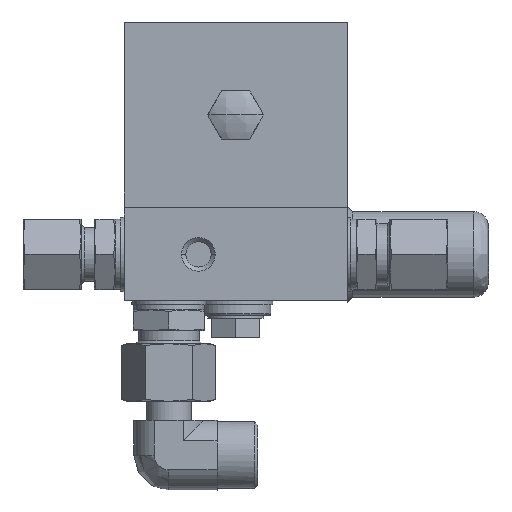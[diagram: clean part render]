
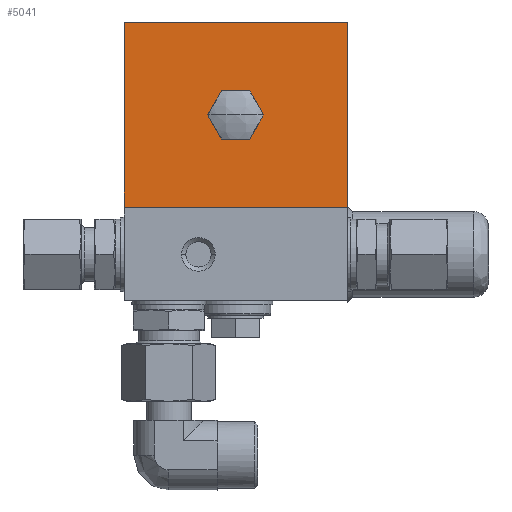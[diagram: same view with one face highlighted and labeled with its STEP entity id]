
A CAD part, front view. The second image highlights one B-rep face of the part: STEP entity #5041.
In plain terms, the highlighted planar face has unit normal (0, -1, 0).
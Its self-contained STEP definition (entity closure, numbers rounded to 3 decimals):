
#230 = EDGE_CURVE ( 'NONE', #5437, #2393, #2563, .T. ) ;
#539 = EDGE_CURVE ( 'NONE', #4748, #5437, #664, .T. ) ;
#664 = LINE ( 'NONE', #9421, #1426 ) ;
#691 = PLANE ( 'NONE',  #9423 ) ;
#949 = VECTOR ( 'NONE', #1503, 1000. ) ;
#1002 = LINE ( 'NONE', #6811, #949 ) ;
#1426 = VECTOR ( 'NONE', #9435, 1000. ) ;
#1503 = DIRECTION ( 'NONE',  ( 0., 0., 1. ) ) ;
#2043 = VERTEX_POINT ( 'NONE', #5642 ) ;
#2393 = VERTEX_POINT ( 'NONE', #7202 ) ;
#2563 = LINE ( 'NONE', #3142, #4123 ) ;
#3142 = CARTESIAN_POINT ( 'NONE',  ( -30., -32.74, 0.25 ) ) ;
#3290 = CIRCLE ( 'NONE', #4989, 5.8 ) ;
#3390 = CARTESIAN_POINT ( 'NONE',  ( 0., -32.74, 25. ) ) ;
#3519 = EDGE_CURVE ( 'NONE', #2043, #6394, #8012, .T. ) ;
#3604 = CARTESIAN_POINT ( 'NONE',  ( 0., -32.74, 19.2 ) ) ;
#4123 = VECTOR ( 'NONE', #7475, 1000. ) ;
#4159 = DIRECTION ( 'NONE',  ( 0., -1., 0. ) ) ;
#4250 = DIRECTION ( 'NONE',  ( 0., 0., -1. ) ) ;
#4748 = VERTEX_POINT ( 'NONE', #9962 ) ;
#4870 = EDGE_CURVE ( 'NONE', #8387, #4748, #10412, .T. ) ;
#4989 = AXIS2_PLACEMENT_3D ( 'NONE', #9543, #4159, #10459 ) ;
#5003 = AXIS2_PLACEMENT_3D ( 'NONE', #3390, #9662, #4250 ) ;
#5041 = ADVANCED_FACE ( 'NONE', ( #9831, #9871 ), #691, .F. ) ;
#5437 = VERTEX_POINT ( 'NONE', #6045 ) ;
#5642 = CARTESIAN_POINT ( 'NONE',  ( 0., -32.74, 30.8 ) ) ;
#6045 = CARTESIAN_POINT ( 'NONE',  ( -30., -32.74, 0.25 ) ) ;
#6394 = VERTEX_POINT ( 'NONE', #3604 ) ;
#6811 = CARTESIAN_POINT ( 'NONE',  ( 30., -32.74, 0.25 ) ) ;
#6937 = CARTESIAN_POINT ( 'NONE',  ( -30., -32.74, 49.75 ) ) ;
#7202 = CARTESIAN_POINT ( 'NONE',  ( 30., -32.74, 0.25 ) ) ;
#7322 = EDGE_CURVE ( 'NONE', #2393, #8387, #1002, .T. ) ;
#7398 = ORIENTED_EDGE ( 'NONE', *, *, #11097, .F. ) ;
#7475 = DIRECTION ( 'NONE',  ( 1., 0., 0. ) ) ;
#7546 = ORIENTED_EDGE ( 'NONE', *, *, #3519, .F. ) ;
#7841 = ORIENTED_EDGE ( 'NONE', *, *, #230, .T. ) ;
#7865 = DIRECTION ( 'NONE',  ( 0., 0., 1. ) ) ;
#8012 = CIRCLE ( 'NONE', #5003, 5.8 ) ;
#8127 = ORIENTED_EDGE ( 'NONE', *, *, #7322, .T. ) ;
#8166 = CARTESIAN_POINT ( 'NONE',  ( 30., -32.74, 49.75 ) ) ;
#8174 = EDGE_LOOP ( 'NONE', ( #7398, #7546 ) ) ;
#8387 = VERTEX_POINT ( 'NONE', #8166 ) ;
#8447 = ORIENTED_EDGE ( 'NONE', *, *, #4870, .T. ) ;
#8861 = ORIENTED_EDGE ( 'NONE', *, *, #539, .T. ) ;
#9421 = CARTESIAN_POINT ( 'NONE',  ( -30., -32.74, 0.25 ) ) ;
#9423 = AXIS2_PLACEMENT_3D ( 'NONE', #6937, #10586, #7865 ) ;
#9435 = DIRECTION ( 'NONE',  ( 0., 0., -1. ) ) ;
#9448 = CARTESIAN_POINT ( 'NONE',  ( -30., -32.74, 49.75 ) ) ;
#9543 = CARTESIAN_POINT ( 'NONE',  ( 0., -32.74, 25. ) ) ;
#9662 = DIRECTION ( 'NONE',  ( 0., -1., 0. ) ) ;
#9831 = FACE_BOUND ( 'NONE', #8174, .T. ) ;
#9871 = FACE_OUTER_BOUND ( 'NONE', #10560, .T. ) ;
#9962 = CARTESIAN_POINT ( 'NONE',  ( -30., -32.74, 49.75 ) ) ;
#10248 = VECTOR ( 'NONE', #11077, 1000. ) ;
#10412 = LINE ( 'NONE', #9448, #10248 ) ;
#10459 = DIRECTION ( 'NONE',  ( 0., 0., -1. ) ) ;
#10560 = EDGE_LOOP ( 'NONE', ( #7841, #8127, #8447, #8861 ) ) ;
#10586 = DIRECTION ( 'NONE',  ( 0., 1., 0. ) ) ;
#11077 = DIRECTION ( 'NONE',  ( -1., 0., 0. ) ) ;
#11097 = EDGE_CURVE ( 'NONE', #6394, #2043, #3290, .T. ) ;
